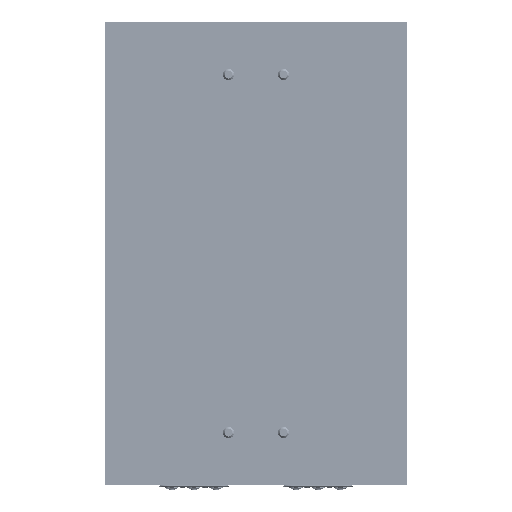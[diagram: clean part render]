
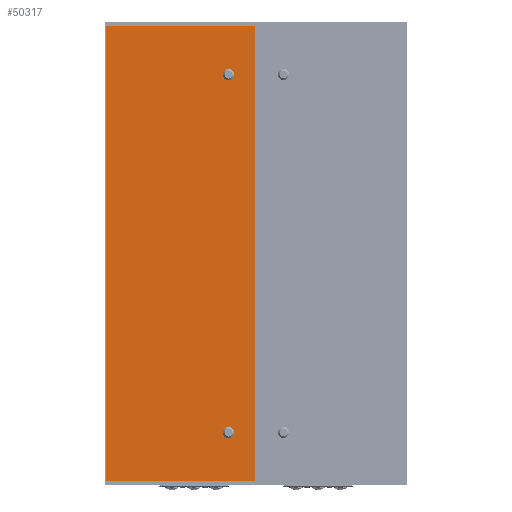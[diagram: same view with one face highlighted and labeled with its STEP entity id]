
A CAD part, top view. The second image highlights one B-rep face of the part: STEP entity #50317.
In plain terms, the highlighted planar face has unit normal (0, 0, 1).
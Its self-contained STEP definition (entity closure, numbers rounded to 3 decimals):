
#1893 = CARTESIAN_POINT ( 'NONE',  ( -98., -367.5, 0. ) ) ;
#2021 = CARTESIAN_POINT ( 'NONE',  ( -153., -467.5, 0. ) ) ;
#2758 = CARTESIAN_POINT ( 'NONE',  ( -153., 467.5, 0. ) ) ;
#4117 = CARTESIAN_POINT ( 'NONE',  ( 0., 0., 0. ) ) ;
#5633 = AXIS2_PLACEMENT_3D ( 'NONE', #21065, #15705, #39442 ) ;
#5860 = EDGE_CURVE ( 'NONE', #43635, #35978, #8298, .T. ) ;
#6510 = DIRECTION ( 'NONE',  ( 1., 0., 0. ) ) ;
#7002 = CARTESIAN_POINT ( 'NONE',  ( 153., -467.5, 0. ) ) ;
#7566 = DIRECTION ( 'NONE',  ( 0., 1., 0. ) ) ;
#7673 = LINE ( 'NONE', #46025, #18413 ) ;
#7686 = CARTESIAN_POINT ( 'NONE',  ( -109.5, -367.5, 0. ) ) ;
#8167 = VERTEX_POINT ( 'NONE', #10850 ) ;
#8298 = CIRCLE ( 'NONE', #17630, 11.5 ) ;
#8636 = CIRCLE ( 'NONE', #58691, 11.5 ) ;
#8657 = ORIENTED_EDGE ( 'NONE', *, *, #46531, .F. ) ;
#8914 = VECTOR ( 'NONE', #7566, 1000. ) ;
#9284 = ORIENTED_EDGE ( 'NONE', *, *, #5860, .T. ) ;
#10720 = VERTEX_POINT ( 'NONE', #30443 ) ;
#10850 = CARTESIAN_POINT ( 'NONE',  ( 153., 467.5, 0. ) ) ;
#11553 = EDGE_CURVE ( 'NONE', #36724, #10720, #26338, .T. ) ;
#11904 = EDGE_CURVE ( 'NONE', #54592, #23578, #7673, .T. ) ;
#13135 = DIRECTION ( 'NONE',  ( 1., 0., 0. ) ) ;
#13618 = ORIENTED_EDGE ( 'NONE', *, *, #51642, .T. ) ;
#13847 = DIRECTION ( 'NONE',  ( 1., 0., 0. ) ) ;
#14750 = DIRECTION ( 'NONE',  ( 1., 0., 0. ) ) ;
#14995 = CARTESIAN_POINT ( 'NONE',  ( -86.5, 367.5, 0. ) ) ;
#15705 = DIRECTION ( 'NONE',  ( 0., 0., 1. ) ) ;
#16606 = ORIENTED_EDGE ( 'NONE', *, *, #21886, .T. ) ;
#17002 = ORIENTED_EDGE ( 'NONE', *, *, #41894, .T. ) ;
#17630 = AXIS2_PLACEMENT_3D ( 'NONE', #42323, #37670, #14750 ) ;
#17729 = PLANE ( 'NONE',  #24251 ) ;
#18413 = VECTOR ( 'NONE', #55299, 1000. ) ;
#18698 = VERTEX_POINT ( 'NONE', #7002 ) ;
#21065 = CARTESIAN_POINT ( 'NONE',  ( -98., 367.5, 0. ) ) ;
#21079 = LINE ( 'NONE', #48938, #8914 ) ;
#21886 = EDGE_CURVE ( 'NONE', #23578, #18698, #26734, .T. ) ;
#23138 = EDGE_LOOP ( 'NONE', ( #13618, #9284 ) ) ;
#23578 = VERTEX_POINT ( 'NONE', #2021 ) ;
#24251 = AXIS2_PLACEMENT_3D ( 'NONE', #4117, #35815, #13135 ) ;
#25460 = EDGE_LOOP ( 'NONE', ( #49889, #16606, #17002, #37239 ) ) ;
#25792 = FACE_BOUND ( 'NONE', #23138, .T. ) ;
#26338 = CIRCLE ( 'NONE', #5633, 11.5 ) ;
#26734 = LINE ( 'NONE', #36743, #43368 ) ;
#27242 = FACE_OUTER_BOUND ( 'NONE', #25460, .T. ) ;
#29106 = CIRCLE ( 'NONE', #38783, 11.5 ) ;
#30443 = CARTESIAN_POINT ( 'NONE',  ( -109.5, 367.5, 0. ) ) ;
#31362 = CARTESIAN_POINT ( 'NONE',  ( -98., 367.5, 0. ) ) ;
#35610 = EDGE_LOOP ( 'NONE', ( #51047, #8657 ) ) ;
#35815 = DIRECTION ( 'NONE',  ( 0., 0., 1. ) ) ;
#35978 = VERTEX_POINT ( 'NONE', #54493 ) ;
#36371 = DIRECTION ( 'NONE',  ( 1., 0., 0. ) ) ;
#36613 = FACE_BOUND ( 'NONE', #35610, .T. ) ;
#36724 = VERTEX_POINT ( 'NONE', #14995 ) ;
#36743 = CARTESIAN_POINT ( 'NONE',  ( -153., -467.5, 0. ) ) ;
#37239 = ORIENTED_EDGE ( 'NONE', *, *, #53971, .T. ) ;
#37670 = DIRECTION ( 'NONE',  ( 0., 0., -1. ) ) ;
#38731 = LINE ( 'NONE', #2758, #46585 ) ;
#38783 = AXIS2_PLACEMENT_3D ( 'NONE', #31362, #45443, #36371 ) ;
#39442 = DIRECTION ( 'NONE',  ( 1., 0., 0. ) ) ;
#41894 = EDGE_CURVE ( 'NONE', #18698, #8167, #21079, .T. ) ;
#42323 = CARTESIAN_POINT ( 'NONE',  ( -98., -367.5, 0. ) ) ;
#43283 = DIRECTION ( 'NONE',  ( 0., 0., -1. ) ) ;
#43368 = VECTOR ( 'NONE', #13847, 1000. ) ;
#43635 = VERTEX_POINT ( 'NONE', #7686 ) ;
#45443 = DIRECTION ( 'NONE',  ( 0., 0., 1. ) ) ;
#46025 = CARTESIAN_POINT ( 'NONE',  ( -153., 467.5, 0. ) ) ;
#46531 = EDGE_CURVE ( 'NONE', #10720, #36724, #29106, .T. ) ;
#46585 = VECTOR ( 'NONE', #53017, 1000. ) ;
#48938 = CARTESIAN_POINT ( 'NONE',  ( 153., 467.5, 0. ) ) ;
#49063 = CARTESIAN_POINT ( 'NONE',  ( -153., 467.5, 0. ) ) ;
#49889 = ORIENTED_EDGE ( 'NONE', *, *, #11904, .T. ) ;
#50317 = ADVANCED_FACE ( 'NONE', ( #25792, #36613, #27242 ), #17729, .T. ) ;
#51047 = ORIENTED_EDGE ( 'NONE', *, *, #11553, .F. ) ;
#51642 = EDGE_CURVE ( 'NONE', #35978, #43635, #8636, .T. ) ;
#53017 = DIRECTION ( 'NONE',  ( -1., 0., 0. ) ) ;
#53971 = EDGE_CURVE ( 'NONE', #8167, #54592, #38731, .T. ) ;
#54493 = CARTESIAN_POINT ( 'NONE',  ( -86.5, -367.5, 0. ) ) ;
#54592 = VERTEX_POINT ( 'NONE', #49063 ) ;
#55299 = DIRECTION ( 'NONE',  ( 0., -1., 0. ) ) ;
#58691 = AXIS2_PLACEMENT_3D ( 'NONE', #1893, #43283, #6510 ) ;
